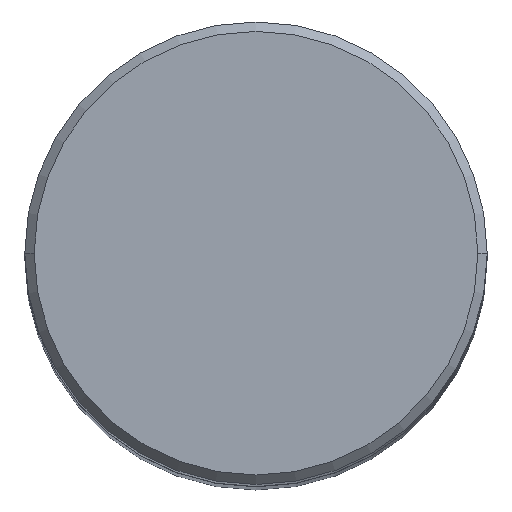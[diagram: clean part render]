
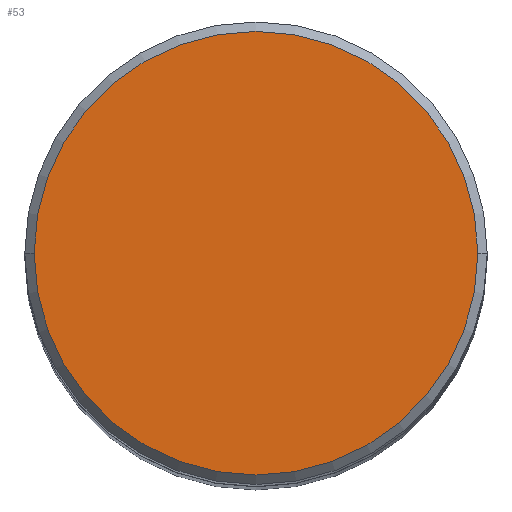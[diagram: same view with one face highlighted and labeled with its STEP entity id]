
A CAD part, top view. The second image highlights one B-rep face of the part: STEP entity #53.
In plain terms, the highlighted planar face has unit normal (0, 0, 1).
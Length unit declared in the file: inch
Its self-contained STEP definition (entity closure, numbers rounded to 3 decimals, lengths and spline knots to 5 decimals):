
#28 = DIRECTION ( 'NONE',  ( 0., 0., 1. ) ) ;
#30 = DIRECTION ( 'NONE',  ( 0., 0., -1. ) ) ;
#35 = EDGE_CURVE ( 'NONE', #390, #372, #318, .T. ) ;
#53 = ADVANCED_FACE ( 'NONE', ( #468 ), #84, .F. ) ;
#84 = PLANE ( 'NONE',  #385 ) ;
#131 = DIRECTION ( 'NONE',  ( -1., 0., 0. ) ) ;
#140 = CARTESIAN_POINT ( 'NONE',  ( 0., 0.47215, 0. ) ) ;
#167 = DIRECTION ( 'NONE',  ( 1., 0., 0. ) ) ;
#191 = ORIENTED_EDGE ( 'NONE', *, *, #35, .T. ) ;
#311 = CARTESIAN_POINT ( 'NONE',  ( 0., 0., 0. ) ) ;
#318 = CIRCLE ( 'NONE', #526, 0.47215 ) ;
#322 = EDGE_CURVE ( 'NONE', #372, #390, #513, .T. ) ;
#355 = AXIS2_PLACEMENT_3D ( 'NONE', #311, #559, #360 ) ;
#360 = DIRECTION ( 'NONE',  ( 1., 0., 0. ) ) ;
#368 = EDGE_LOOP ( 'NONE', ( #191, #383 ) ) ;
#372 = VERTEX_POINT ( 'NONE', #434 ) ;
#383 = ORIENTED_EDGE ( 'NONE', *, *, #322, .T. ) ;
#385 = AXIS2_PLACEMENT_3D ( 'NONE', #140, #30, #131 ) ;
#390 = VERTEX_POINT ( 'NONE', #427 ) ;
#427 = CARTESIAN_POINT ( 'NONE',  ( -0.47215, 0., 0. ) ) ;
#434 = CARTESIAN_POINT ( 'NONE',  ( 0.47215, 0., 0. ) ) ;
#468 = FACE_OUTER_BOUND ( 'NONE', #368, .T. ) ;
#499 = CARTESIAN_POINT ( 'NONE',  ( 0., 0., 0. ) ) ;
#513 = CIRCLE ( 'NONE', #355, 0.47215 ) ;
#526 = AXIS2_PLACEMENT_3D ( 'NONE', #499, #28, #167 ) ;
#559 = DIRECTION ( 'NONE',  ( 0., 0., 1. ) ) ;
